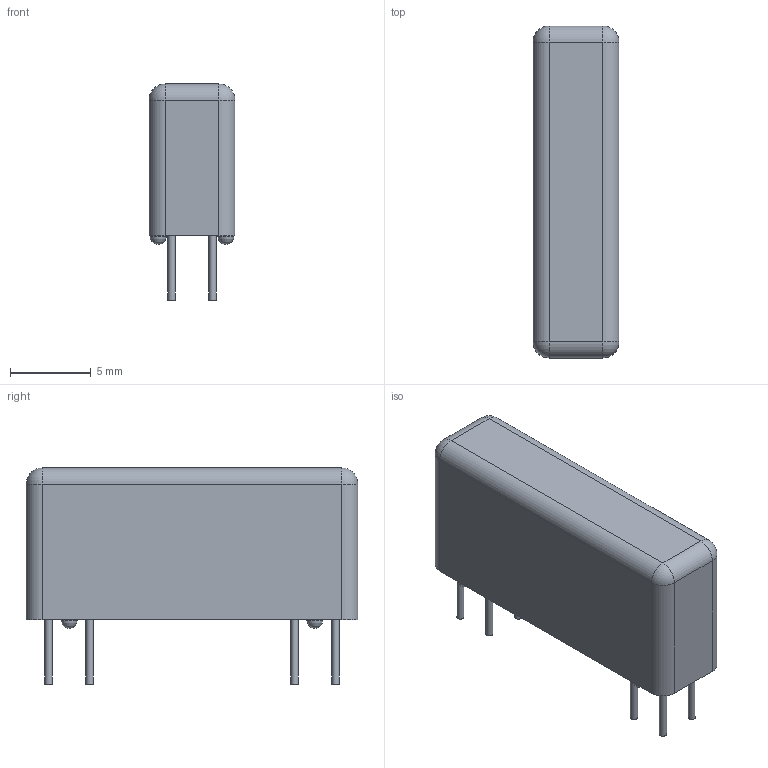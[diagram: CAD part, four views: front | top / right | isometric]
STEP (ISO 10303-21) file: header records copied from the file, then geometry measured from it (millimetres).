
FILE_DESCRIPTION(('FreeCAD Model'),'2;1');
FILE_NAME('Open CASCADE Shape Model','2022-03-21T14:25:06',('Author'),( ''),'Open CASCADE STEP processor 7.3','FreeCAD','Unknown');
FILE_SCHEMA(('AUTOMOTIVE_DESIGN { 1 0 10303 214 1 1 1 1 }'));
Length unit declared in the file: millimetre
Products named in the file (1): BFH-1C-12
Bounding box: 5.33 x 20.57 x 13.4 mm (x, y, z)
Volume: 1018.4 mm3; surface area: 715.4 mm2
Topology: 1 solids, 1 shells, 46 faces, 84 edges, 48 vertices
Faces by surface type: cylinder 20, plane 18, sphere 4, revolution 4
Full cylindrical faces by diameter (mm): 0.45 x8, 1 x4
Entity records: 1154 total; most frequent: DIRECTION 218, CARTESIAN_POINT 203, ORIENTED_EDGE 160, AXIS2_PLACEMENT_3D 91, EDGE_CURVE 80, FACE_BOUND 58, EDGE_LOOP 58, VERTEX_POINT 48
